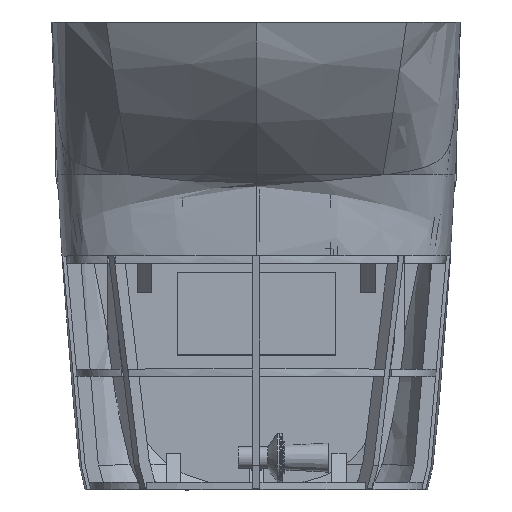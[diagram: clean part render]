
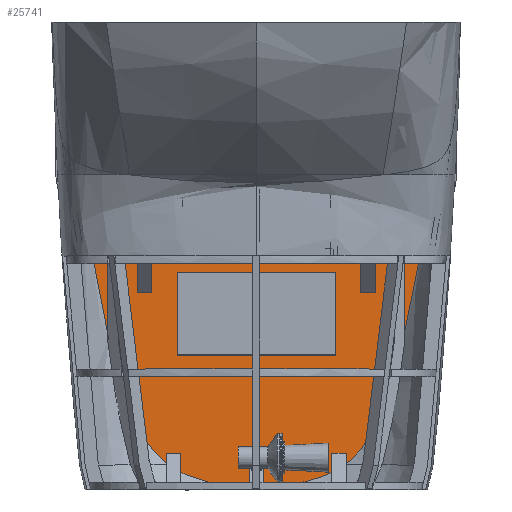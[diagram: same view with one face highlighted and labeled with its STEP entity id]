
A CAD part, top view. The second image highlights one B-rep face of the part: STEP entity #25741.
In plain terms, the highlighted planar face has unit normal (0, 0, 1).
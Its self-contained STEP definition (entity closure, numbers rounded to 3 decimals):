
#4284=LINE('',#56660,#6438);
#6438=VECTOR('',#34060,0.394);
#7314=PLANE('',#28098);
#8620=FACE_OUTER_BOUND('',#10563,.T.);
#10563=EDGE_LOOP('',(#23362,#23363,#23364,#23365,#23366,#23367,#23368));
#11172=B_SPLINE_CURVE_WITH_KNOTS('',3,(#56779,#56780,#56781,#56782,#56783,
#56784,#56785,#56786),.UNSPECIFIED.,.F.,.F.,(4,2,2,4),(7.543,
8.171,9.94,11.035),.UNSPECIFIED.);
#11178=B_SPLINE_CURVE_WITH_KNOTS('',3,(#56958,#56959,#56960,#56961,#56962,
#56963,#56964,#56965),.UNSPECIFIED.,.F.,.F.,(4,2,2,4),(-10.996,
-10.393,-4.064,-0.23),.UNSPECIFIED.);
#11180=B_SPLINE_CURVE_WITH_KNOTS('',3,(#56981,#56982,#56983,#56984,#56985,
#56986,#56987,#56988),.UNSPECIFIED.,.F.,.F.,(4,2,2,4),(-3.492,
-2.948,-1.373,-0.012),.UNSPECIFIED.);
#11181=B_SPLINE_CURVE_WITH_KNOTS('',3,(#56990,#56991,#56992,#56993,#56994,
#56995,#56996,#56997,#56998,#56999),.UNSPECIFIED.,.F.,.F.,(4,2,2,2,4),(3.494,
4.962,8.68,16.758,25.819),
 .UNSPECIFIED.);
#11182=B_SPLINE_CURVE_WITH_KNOTS('',3,(#57000,#57001,#57002,#57003,#57004,
#57005,#57006,#57007,#57008,#57009,#57010,#57011),.UNSPECIFIED.,.F.,.F.,
(4,2,2,2,2,4),(-72.096,-60.879,-50.506,-28.815,
-10.49,-0.619),.UNSPECIFIED.);
#11183=B_SPLINE_CURVE_WITH_KNOTS('',3,(#57012,#57013,#57014,#57015,#57016,
#57017,#57018,#57019,#57020,#57021),.UNSPECIFIED.,.F.,.F.,(4,2,2,2,4),(-61.69,
-50.52,-37.264,-12.65,-0.171),
 .UNSPECIFIED.);
#13272=VERTEX_POINT('',#56637);
#13277=VERTEX_POINT('',#56658);
#13278=VERTEX_POINT('',#56777);
#13279=VERTEX_POINT('',#56778);
#13284=VERTEX_POINT('',#56931);
#13285=VERTEX_POINT('',#56957);
#13286=VERTEX_POINT('',#56989);
#16684=EDGE_CURVE('',#13272,#13277,#4284,.T.);
#16685=EDGE_CURVE('',#13278,#13279,#11172,.T.);
#16692=EDGE_CURVE('',#13285,#13284,#11178,.F.);
#16694=EDGE_CURVE('',#13284,#13279,#11180,.T.);
#16695=EDGE_CURVE('',#13278,#13286,#11181,.T.);
#16696=EDGE_CURVE('',#13286,#13272,#11182,.F.);
#16697=EDGE_CURVE('',#13277,#13285,#11183,.F.);
#23362=ORIENTED_EDGE('',*,*,#16694,.T.);
#23363=ORIENTED_EDGE('',*,*,#16685,.F.);
#23364=ORIENTED_EDGE('',*,*,#16695,.T.);
#23365=ORIENTED_EDGE('',*,*,#16696,.T.);
#23366=ORIENTED_EDGE('',*,*,#16684,.T.);
#23367=ORIENTED_EDGE('',*,*,#16697,.T.);
#23368=ORIENTED_EDGE('',*,*,#16692,.T.);
#25741=ADVANCED_FACE('',(#8620),#7314,.T.);
#28098=AXIS2_PLACEMENT_3D('',#56980,#34062,#34063);
#34060=DIRECTION('',(-1.,0.,0.));
#34062=DIRECTION('center_axis',(0.,0.,1.));
#34063=DIRECTION('ref_axis',(1.,0.,0.));
#56637=CARTESIAN_POINT('',(16.818,0.,-17.775));
#56658=CARTESIAN_POINT('',(-16.818,0.,-17.775));
#56660=CARTESIAN_POINT('',(0.,0.,-17.775));
#56777=CARTESIAN_POINT('',(1.37,-23.782,-17.775));
#56778=CARTESIAN_POINT('',(0.,-23.754,-17.775));
#56779=CARTESIAN_POINT('Ctrl Pts',(1.37,-23.782,-17.775));
#56780=CARTESIAN_POINT('Ctrl Pts',(1.288,-23.779,-17.775));
#56781=CARTESIAN_POINT('Ctrl Pts',(1.206,-23.776,-17.775));
#56782=CARTESIAN_POINT('Ctrl Pts',(0.892,-23.767,
-17.775));
#56783=CARTESIAN_POINT('Ctrl Pts',(0.661,-23.762,
-17.775));
#56784=CARTESIAN_POINT('Ctrl Pts',(0.287,-23.757,
-17.775));
#56785=CARTESIAN_POINT('Ctrl Pts',(0.143,-23.755,
-17.775));
#56786=CARTESIAN_POINT('Ctrl Pts',(0.,-23.754,
-17.775));
#56931=CARTESIAN_POINT('',(-1.37,-23.782,-17.775));
#56957=CARTESIAN_POINT('',(-9.156,-21.423,-17.775));
#56958=CARTESIAN_POINT('Ctrl Pts',(-1.37,-23.782,
-17.775));
#56959=CARTESIAN_POINT('Ctrl Pts',(-1.611,-23.764,-17.775));
#56960=CARTESIAN_POINT('Ctrl Pts',(-1.851,-23.743,
-17.775));
#56961=CARTESIAN_POINT('Ctrl Pts',(-4.604,-23.454,-17.775));
#56962=CARTESIAN_POINT('Ctrl Pts',(-6.337,-22.845,-17.775));
#56963=CARTESIAN_POINT('Ctrl Pts',(-8.159,-22.019,-17.775));
#56964=CARTESIAN_POINT('Ctrl Pts',(-8.718,-21.7,
-17.775));
#56965=CARTESIAN_POINT('Ctrl Pts',(-9.156,-21.423,
-17.775));
#56980=CARTESIAN_POINT('Origin',(0.,-12.503,-17.775));
#56981=CARTESIAN_POINT('Ctrl Pts',(-1.37,-23.782,
-17.775));
#56982=CARTESIAN_POINT('Ctrl Pts',(-1.299,-23.779,
-17.775));
#56983=CARTESIAN_POINT('Ctrl Pts',(-1.227,-23.777,
-17.775));
#56984=CARTESIAN_POINT('Ctrl Pts',(-0.949,-23.769,
-17.775));
#56985=CARTESIAN_POINT('Ctrl Pts',(-0.742,-23.764,-17.775));
#56986=CARTESIAN_POINT('Ctrl Pts',(-0.357,-23.758,
-17.775));
#56987=CARTESIAN_POINT('Ctrl Pts',(-0.179,-23.756,
-17.775));
#56988=CARTESIAN_POINT('Ctrl Pts',(0.,-23.754,
-17.775));
#56989=CARTESIAN_POINT('',(9.156,-21.423,-17.775));
#56990=CARTESIAN_POINT('Ctrl Pts',(1.37,-23.782,-17.775));
#56991=CARTESIAN_POINT('Ctrl Pts',(1.562,-23.768,-17.775));
#56992=CARTESIAN_POINT('Ctrl Pts',(1.754,-23.751,-17.775));
#56993=CARTESIAN_POINT('Ctrl Pts',(2.431,-23.685,-17.775));
#56994=CARTESIAN_POINT('Ctrl Pts',(2.916,-23.621,-17.775));
#56995=CARTESIAN_POINT('Ctrl Pts',(4.443,-23.364,-17.775));
#56996=CARTESIAN_POINT('Ctrl Pts',(5.475,-23.105,-17.775));
#56997=CARTESIAN_POINT('Ctrl Pts',(7.591,-22.329,-17.775));
#56998=CARTESIAN_POINT('Ctrl Pts',(8.47,-21.857,-17.775));
#56999=CARTESIAN_POINT('Ctrl Pts',(9.156,-21.423,-17.775));
#57000=CARTESIAN_POINT('Ctrl Pts',(16.818,0.,
-17.775));
#57001=CARTESIAN_POINT('Ctrl Pts',(16.587,-1.223,-17.775));
#57002=CARTESIAN_POINT('Ctrl Pts',(16.356,-2.446,-17.775));
#57003=CARTESIAN_POINT('Ctrl Pts',(15.907,-4.799,-17.775));
#57004=CARTESIAN_POINT('Ctrl Pts',(15.651,-6.12,-17.775));
#57005=CARTESIAN_POINT('Ctrl Pts',(14.886,-9.822,-17.775));
#57006=CARTESIAN_POINT('Ctrl Pts',(14.333,-12.154,-17.775));
#57007=CARTESIAN_POINT('Ctrl Pts',(13.015,-15.997,-17.775));
#57008=CARTESIAN_POINT('Ctrl Pts',(12.292,-17.597,-17.775));
#57009=CARTESIAN_POINT('Ctrl Pts',(10.859,-19.71,-17.775));
#57010=CARTESIAN_POINT('Ctrl Pts',(10.142,-20.612,-17.775));
#57011=CARTESIAN_POINT('Ctrl Pts',(9.156,-21.423,-17.775));
#57012=CARTESIAN_POINT('Ctrl Pts',(-9.156,-21.423,
-17.775));
#57013=CARTESIAN_POINT('Ctrl Pts',(-10.42,-20.382,
-17.775));
#57014=CARTESIAN_POINT('Ctrl Pts',(-11.29,-19.154,
-17.775));
#57015=CARTESIAN_POINT('Ctrl Pts',(-12.591,-16.928,
-17.775));
#57016=CARTESIAN_POINT('Ctrl Pts',(-13.147,-15.606,
-17.775));
#57017=CARTESIAN_POINT('Ctrl Pts',(-14.444,-11.842,
-17.775));
#57018=CARTESIAN_POINT('Ctrl Pts',(-15.074,-9.019,
-17.775));
#57019=CARTESIAN_POINT('Ctrl Pts',(-16.017,-4.244,
-17.775));
#57020=CARTESIAN_POINT('Ctrl Pts',(-16.508,-1.636,
-17.775));
#57021=CARTESIAN_POINT('Ctrl Pts',(-16.818,0.,
-17.775));
